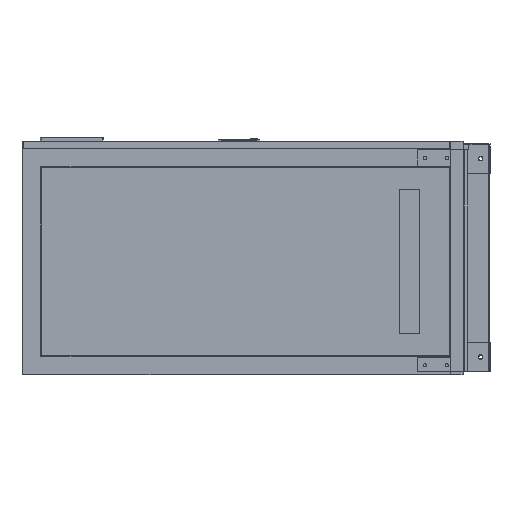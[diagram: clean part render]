
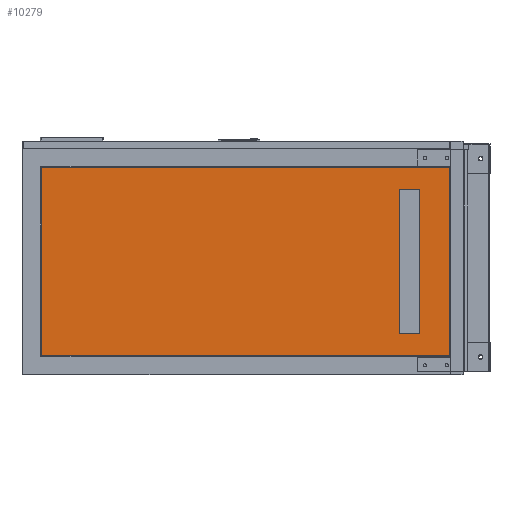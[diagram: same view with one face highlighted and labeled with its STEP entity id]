
A CAD part, left-side view. The second image highlights one B-rep face of the part: STEP entity #10279.
In plain terms, the highlighted planar face has unit normal (-1, 0, 0).
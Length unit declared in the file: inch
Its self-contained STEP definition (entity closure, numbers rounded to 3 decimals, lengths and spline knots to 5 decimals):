
#93 = LINE ( 'NONE', #3831, #7283 ) ;
#349 = CARTESIAN_POINT ( 'NONE',  ( -27.65748, 57.6378, 15.23622 ) ) ;
#440 = VECTOR ( 'NONE', #15530, 39.37008 ) ;
#450 = VERTEX_POINT ( 'NONE', #908 ) ;
#527 = VERTEX_POINT ( 'NONE', #10935 ) ;
#908 = CARTESIAN_POINT ( 'NONE',  ( -27.65748, 0.07874, -12.71654 ) ) ;
#1829 = EDGE_CURVE ( 'NONE', #8593, #527, #4267, .T. ) ;
#2364 = ORIENTED_EDGE ( 'NONE', *, *, #14398, .F. ) ;
#2592 = CARTESIAN_POINT ( 'NONE',  ( -27.65748, 6.88976, 9.73425 ) ) ;
#2931 = EDGE_CURVE ( 'NONE', #527, #3701, #11222, .T. ) ;
#3030 = VECTOR ( 'NONE', #8139, 39.37008 ) ;
#3233 = ORIENTED_EDGE ( 'NONE', *, *, #2931, .T. ) ;
#3236 = VERTEX_POINT ( 'NONE', #10776 ) ;
#3325 = CARTESIAN_POINT ( 'NONE',  ( -27.65748, 55.11811, 12.71654 ) ) ;
#3326 = CARTESIAN_POINT ( 'NONE',  ( -27.65748, 6.88976, 9.73425 ) ) ;
#3382 = VERTEX_POINT ( 'NONE', #11137 ) ;
#3485 = CARTESIAN_POINT ( 'NONE',  ( -27.65748, 0.07874, 12.71654 ) ) ;
#3701 = VERTEX_POINT ( 'NONE', #12553 ) ;
#3740 = LINE ( 'NONE', #3326, #15040 ) ;
#3748 = DIRECTION ( 'NONE',  ( 0., -1., 0. ) ) ;
#3831 = CARTESIAN_POINT ( 'NONE',  ( -27.65748, 6.88976, -9.73425 ) ) ;
#3870 = VECTOR ( 'NONE', #3748, 39.37008 ) ;
#4267 = LINE ( 'NONE', #2592, #3870 ) ;
#4565 = DIRECTION ( 'NONE',  ( 0., 0., 1. ) ) ;
#4683 = FACE_OUTER_BOUND ( 'NONE', #16046, .T. ) ;
#4866 = ORIENTED_EDGE ( 'NONE', *, *, #1829, .T. ) ;
#5012 = EDGE_CURVE ( 'NONE', #3701, #11687, #93, .T. ) ;
#5742 = LINE ( 'NONE', #3325, #3030 ) ;
#5783 = CARTESIAN_POINT ( 'NONE',  ( -27.65748, 55.11811, -12.71654 ) ) ;
#6068 = EDGE_LOOP ( 'NONE', ( #4866, #3233, #8425, #14482 ) ) ;
#6399 = CARTESIAN_POINT ( 'NONE',  ( -27.65748, 55.11811, -12.71654 ) ) ;
#7283 = VECTOR ( 'NONE', #7570, 39.37008 ) ;
#7570 = DIRECTION ( 'NONE',  ( 0., 1., 0. ) ) ;
#7994 = EDGE_CURVE ( 'NONE', #450, #13634, #12181, .T. ) ;
#8139 = DIRECTION ( 'NONE',  ( 0., 0., 1. ) ) ;
#8256 = VECTOR ( 'NONE', #14509, 39.37008 ) ;
#8425 = ORIENTED_EDGE ( 'NONE', *, *, #5012, .T. ) ;
#8448 = LINE ( 'NONE', #3485, #11992 ) ;
#8593 = VERTEX_POINT ( 'NONE', #14347 ) ;
#9052 = ORIENTED_EDGE ( 'NONE', *, *, #7994, .F. ) ;
#9108 = PLANE ( 'NONE',  #12544 ) ;
#10279 = ADVANCED_FACE ( 'NONE', ( #4683, #10518 ), #9108, .F. ) ;
#10363 = DIRECTION ( 'NONE',  ( 1., 0., 0. ) ) ;
#10518 = FACE_BOUND ( 'NONE', #6068, .T. ) ;
#10651 = ORIENTED_EDGE ( 'NONE', *, *, #15406, .F. ) ;
#10776 = CARTESIAN_POINT ( 'NONE',  ( -27.65748, 55.11811, 12.71654 ) ) ;
#10852 = ORIENTED_EDGE ( 'NONE', *, *, #14261, .F. ) ;
#10935 = CARTESIAN_POINT ( 'NONE',  ( -27.65748, 4.13386, 9.73425 ) ) ;
#11137 = CARTESIAN_POINT ( 'NONE',  ( -27.65748, 0.07874, 12.71654 ) ) ;
#11222 = LINE ( 'NONE', #14725, #13974 ) ;
#11687 = VERTEX_POINT ( 'NONE', #12097 ) ;
#11992 = VECTOR ( 'NONE', #14735, 39.37008 ) ;
#12097 = CARTESIAN_POINT ( 'NONE',  ( -27.65748, 6.88976, -9.73425 ) ) ;
#12153 = LINE ( 'NONE', #13038, #440 ) ;
#12181 = LINE ( 'NONE', #5783, #8256 ) ;
#12544 = AXIS2_PLACEMENT_3D ( 'NONE', #349, #10363, #13975 ) ;
#12553 = CARTESIAN_POINT ( 'NONE',  ( -27.65748, 4.13386, -9.73425 ) ) ;
#13038 = CARTESIAN_POINT ( 'NONE',  ( -27.65748, 55.11811, 12.71654 ) ) ;
#13543 = DIRECTION ( 'NONE',  ( 0., 0., -1. ) ) ;
#13634 = VERTEX_POINT ( 'NONE', #6399 ) ;
#13974 = VECTOR ( 'NONE', #13543, 39.37008 ) ;
#13975 = DIRECTION ( 'NONE',  ( 0., 0., -1. ) ) ;
#14261 = EDGE_CURVE ( 'NONE', #13634, #3236, #5742, .T. ) ;
#14347 = CARTESIAN_POINT ( 'NONE',  ( -27.65748, 6.88976, 9.73425 ) ) ;
#14398 = EDGE_CURVE ( 'NONE', #3382, #450, #8448, .T. ) ;
#14482 = ORIENTED_EDGE ( 'NONE', *, *, #16090, .T. ) ;
#14509 = DIRECTION ( 'NONE',  ( 0., 1., 0. ) ) ;
#14725 = CARTESIAN_POINT ( 'NONE',  ( -27.65748, 4.13386, 9.73425 ) ) ;
#14735 = DIRECTION ( 'NONE',  ( 0., 0., -1. ) ) ;
#15040 = VECTOR ( 'NONE', #4565, 39.37008 ) ;
#15406 = EDGE_CURVE ( 'NONE', #3236, #3382, #12153, .T. ) ;
#15530 = DIRECTION ( 'NONE',  ( 0., -1., 0. ) ) ;
#16046 = EDGE_LOOP ( 'NONE', ( #10651, #10852, #9052, #2364 ) ) ;
#16090 = EDGE_CURVE ( 'NONE', #11687, #8593, #3740, .T. ) ;
